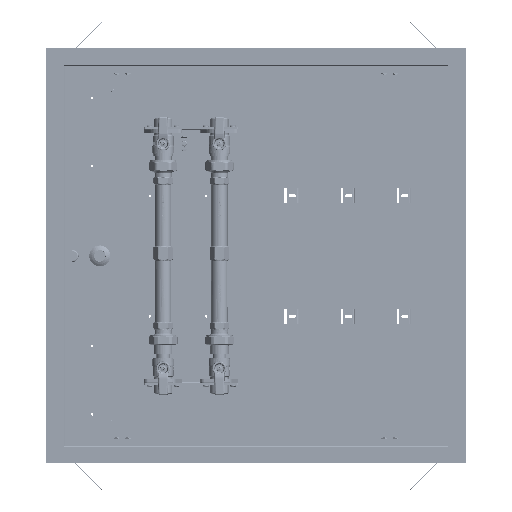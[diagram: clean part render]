
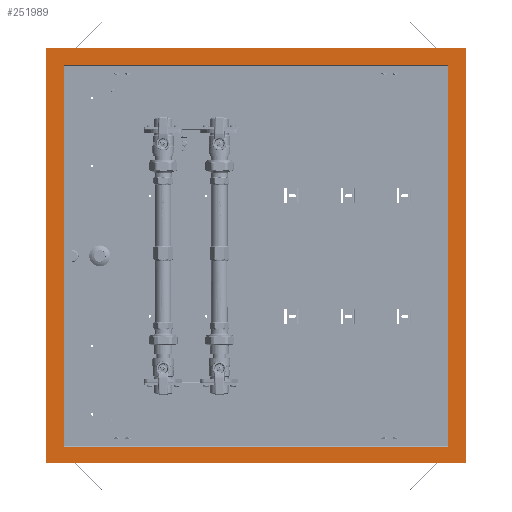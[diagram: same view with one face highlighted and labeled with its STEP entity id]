
A CAD part, top view. The second image highlights one B-rep face of the part: STEP entity #251989.
In plain terms, the highlighted planar face has unit normal (0, 0, 1).
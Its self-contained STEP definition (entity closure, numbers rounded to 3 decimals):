
#236183=CARTESIAN_POINT('Vertex',(433.5,-94.5,120.2)) ;
#236186=CARTESIAN_POINT('Line Origine',(433.5,177.,120.2)) ;
#236190=CARTESIAN_POINT('Vertex',(433.5,448.5,120.2)) ;
#236238=CARTESIAN_POINT('Vertex',(-113.5,-94.5,120.2)) ;
#236241=CARTESIAN_POINT('Line Origine',(160.,-94.5,120.2)) ;
#236272=CARTESIAN_POINT('Vertex',(-113.5,448.5,120.2)) ;
#236275=CARTESIAN_POINT('Line Origine',(-113.5,177.,120.2)) ;
#236293=CARTESIAN_POINT('Line Origine',(160.,448.5,120.2)) ;
#251944=CARTESIAN_POINT('Axis2P3D Location',(160.,177.,120.2)) ;
#251949=CARTESIAN_POINT('Line Origine',(-138.,177.,120.2)) ;
#251953=CARTESIAN_POINT('Vertex',(-138.,472.,120.2)) ;
#251955=CARTESIAN_POINT('Vertex',(-138.,-118.,120.2)) ;
#251958=CARTESIAN_POINT('Line Origine',(160.,-118.,120.2)) ;
#251962=CARTESIAN_POINT('Vertex',(458.,-118.,120.2)) ;
#251965=CARTESIAN_POINT('Line Origine',(458.,177.,120.2)) ;
#251969=CARTESIAN_POINT('Vertex',(458.,472.,120.2)) ;
#251972=CARTESIAN_POINT('Line Origine',(160.,472.,120.2)) ;
#236188=VECTOR('Line Direction',#236187,1.) ;
#236243=VECTOR('Line Direction',#236242,1.) ;
#236277=VECTOR('Line Direction',#236276,1.) ;
#236295=VECTOR('Line Direction',#236294,1.) ;
#251951=VECTOR('Line Direction',#251950,1.) ;
#251960=VECTOR('Line Direction',#251959,1.) ;
#251967=VECTOR('Line Direction',#251966,1.) ;
#251974=VECTOR('Line Direction',#251973,1.) ;
#236187=DIRECTION('Vector Direction',(0.,-1.,0.)) ;
#236242=DIRECTION('Vector Direction',(1.,0.,0.)) ;
#236276=DIRECTION('Vector Direction',(0.,1.,0.)) ;
#236294=DIRECTION('Vector Direction',(-1.,0.,0.)) ;
#251945=DIRECTION('Axis2P3D Direction',(0.,-0.,1.)) ;
#251946=DIRECTION('Axis2P3D XDirection',(0.,1.,0.)) ;
#251950=DIRECTION('Vector Direction',(0.,1.,0.)) ;
#251959=DIRECTION('Vector Direction',(1.,0.,0.)) ;
#251966=DIRECTION('Vector Direction',(0.,1.,0.)) ;
#251973=DIRECTION('Vector Direction',(-1.,0.,0.)) ;
#251947=AXIS2_PLACEMENT_3D('Plane Axis2P3D',#251944,#251945,#251946) ;
#236189=LINE('Line',#236186,#236188) ;
#236244=LINE('Line',#236241,#236243) ;
#236278=LINE('Line',#236275,#236277) ;
#236296=LINE('Line',#236293,#236295) ;
#251952=LINE('Line',#251949,#251951) ;
#251961=LINE('Line',#251958,#251960) ;
#251968=LINE('Line',#251965,#251967) ;
#251975=LINE('Line',#251972,#251974) ;
#251948=PLANE('',#251947) ;
#251988=FACE_BOUND('',#251983,.T.) ;
#236192=EDGE_CURVE('',#236191,#236184,#236189,.T.) ;
#236245=EDGE_CURVE('',#236184,#236239,#236244,.F.) ;
#236279=EDGE_CURVE('',#236239,#236273,#236278,.T.) ;
#236297=EDGE_CURVE('',#236273,#236191,#236296,.F.) ;
#251957=EDGE_CURVE('',#251954,#251956,#251952,.F.) ;
#251964=EDGE_CURVE('',#251956,#251963,#251961,.T.) ;
#251971=EDGE_CURVE('',#251963,#251970,#251968,.T.) ;
#251976=EDGE_CURVE('',#251970,#251954,#251975,.T.) ;
#251978=ORIENTED_EDGE('',*,*,#251957,.T.) ;
#251979=ORIENTED_EDGE('',*,*,#251964,.T.) ;
#251980=ORIENTED_EDGE('',*,*,#251971,.T.) ;
#251981=ORIENTED_EDGE('',*,*,#251976,.T.) ;
#251984=ORIENTED_EDGE('',*,*,#236192,.T.) ;
#251985=ORIENTED_EDGE('',*,*,#236245,.T.) ;
#251986=ORIENTED_EDGE('',*,*,#236279,.T.) ;
#251987=ORIENTED_EDGE('',*,*,#236297,.T.) ;
#251977=EDGE_LOOP('',(#251978,#251979,#251980,#251981)) ;
#251983=EDGE_LOOP('',(#251984,#251985,#251986,#251987)) ;
#236184=VERTEX_POINT('',#236183) ;
#236191=VERTEX_POINT('',#236190) ;
#236239=VERTEX_POINT('',#236238) ;
#236273=VERTEX_POINT('',#236272) ;
#251954=VERTEX_POINT('',#251953) ;
#251956=VERTEX_POINT('',#251955) ;
#251963=VERTEX_POINT('',#251962) ;
#251970=VERTEX_POINT('',#251969) ;
#251989=ADVANCED_FACE('700005 3DSUPPORTO-1.1\\V. SFERA MONTATA LEVA ROSSA\\26038_00.2\\PartBody',(#251982,#251988),#251948,.T.) ;
#251982=FACE_OUTER_BOUND('',#251977,.T.) ;
